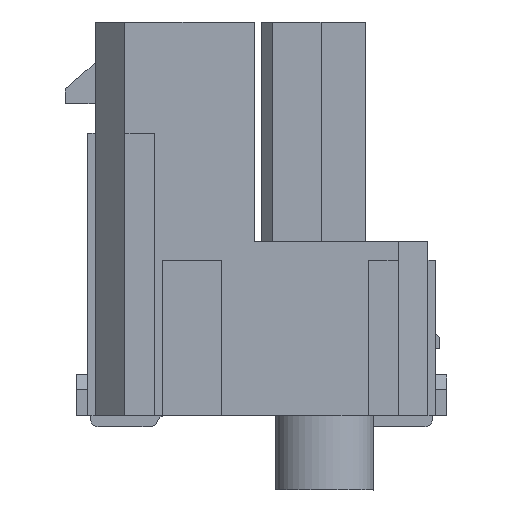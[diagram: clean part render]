
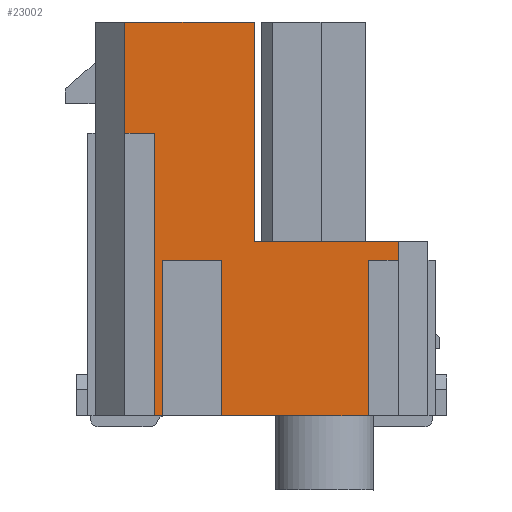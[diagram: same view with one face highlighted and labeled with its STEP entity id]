
A CAD part, left-side view. The second image highlights one B-rep face of the part: STEP entity #23002.
In plain terms, the highlighted planar face has unit normal (-1, 0, 0).
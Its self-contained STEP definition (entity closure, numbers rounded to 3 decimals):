
#17066=CARTESIAN_POINT('',(-9.85,0.05,2.5));
#17067=VERTEX_POINT('',#17066);
#17074=CARTESIAN_POINT('',(-9.85,-1.89,2.5));
#17075=VERTEX_POINT('',#17074);
#17076=CARTESIAN_POINT('',(-9.85,-1.89,2.5));
#17077=DIRECTION('',(0.0,1.0,0.0));
#17078=VECTOR('',#17077,1.94);
#17079=LINE('',#17076,#17078);
#17080=EDGE_CURVE('',#17075,#17067,#17079,.T.);
#18128=CARTESIAN_POINT('',(-9.85,1.79,5.45));
#18129=VERTEX_POINT('',#18128);
#18136=CARTESIAN_POINT('',(-9.85,0.05,5.45));
#18137=VERTEX_POINT('',#18136);
#18138=CARTESIAN_POINT('',(-9.85,1.79,5.45));
#18139=DIRECTION('',(0.0,-1.0,0.0));
#18140=VECTOR('',#18139,1.74);
#18141=LINE('',#18138,#18140);
#18142=EDGE_CURVE('',#18129,#18137,#18141,.T.);
#18911=CARTESIAN_POINT('',(-9.85,0.49,2.24));
#18912=VERTEX_POINT('',#18911);
#18929=CARTESIAN_POINT('',(-9.85,0.49,0.15));
#18930=VERTEX_POINT('',#18929);
#18937=CARTESIAN_POINT('',(-9.85,0.49,0.15));
#18938=DIRECTION('',(0.0,0.0,1.0));
#18939=VECTOR('',#18938,2.09);
#18940=LINE('',#18937,#18939);
#18941=EDGE_CURVE('',#18930,#18912,#18940,.T.);
#19150=CARTESIAN_POINT('',(-9.85,1.29,2.24));
#19151=VERTEX_POINT('',#19150);
#19158=CARTESIAN_POINT('',(-9.85,1.29,0.15));
#19159=VERTEX_POINT('',#19158);
#19160=CARTESIAN_POINT('',(-9.85,1.29,0.15));
#19161=DIRECTION('',(0.0,0.0,1.0));
#19162=VECTOR('',#19161,2.09);
#19163=LINE('',#19160,#19162);
#19164=EDGE_CURVE('',#19159,#19151,#19163,.T.);
#19183=CARTESIAN_POINT('',(-9.85,1.29,2.24));
#19184=DIRECTION('',(0.0,-1.0,0.0));
#19185=VECTOR('',#19184,0.8);
#19186=LINE('',#19183,#19185);
#19187=EDGE_CURVE('',#19151,#18912,#19186,.T.);
#22076=CARTESIAN_POINT('',(-9.85,-1.89,0.15));
#22077=VERTEX_POINT('',#22076);
#22078=CARTESIAN_POINT('',(-9.85,-1.89,0.15));
#22079=DIRECTION('',(0.0,0.0,1.0));
#22080=VECTOR('',#22079,2.35);
#22081=LINE('',#22078,#22080);
#22082=EDGE_CURVE('',#22077,#17075,#22081,.T.);
#22151=CARTESIAN_POINT('',(-9.85,-1.89,0.15));
#22152=DIRECTION('',(0.0,1.0,0.0));
#22153=VECTOR('',#22152,2.38);
#22154=LINE('',#22151,#22153);
#22155=EDGE_CURVE('',#22077,#18930,#22154,.T.);
#22160=CARTESIAN_POINT('',(-9.85,1.79,0.15));
#22161=VERTEX_POINT('',#22160);
#22162=CARTESIAN_POINT('',(-9.85,1.29,0.15));
#22163=DIRECTION('',(0.0,1.0,0.0));
#22164=VECTOR('',#22163,0.5);
#22165=LINE('',#22162,#22164);
#22166=EDGE_CURVE('',#19159,#22161,#22165,.T.);
#22968=CARTESIAN_POINT('',(-9.85,1.79,5.45));
#22969=DIRECTION('',(0.0,0.0,-1.0));
#22970=VECTOR('',#22969,5.3);
#22971=LINE('',#22968,#22970);
#22972=EDGE_CURVE('',#18129,#22161,#22971,.T.);
#22980=CARTESIAN_POINT('',(-9.85,1.79,5.45));
#22981=DIRECTION('',(-1.0,0.0,0.0));
#22982=DIRECTION('',(0.0,0.0,1.0));
#22983=AXIS2_PLACEMENT_3D('',#22980,#22981,#22982);
#22984=PLANE('',#22983);
#22985=ORIENTED_EDGE('',*,*,#22155,.F.);
#22986=ORIENTED_EDGE('',*,*,#22082,.T.);
#22987=ORIENTED_EDGE('',*,*,#17080,.T.);
#22988=CARTESIAN_POINT('',(-9.85,0.05,5.45));
#22989=DIRECTION('',(0.0,0.0,-1.0));
#22990=VECTOR('',#22989,2.95);
#22991=LINE('',#22988,#22990);
#22992=EDGE_CURVE('',#18137,#17067,#22991,.T.);
#22993=ORIENTED_EDGE('',*,*,#22992,.F.);
#22994=ORIENTED_EDGE('',*,*,#18142,.F.);
#22995=ORIENTED_EDGE('',*,*,#22972,.T.);
#22996=ORIENTED_EDGE('',*,*,#22166,.F.);
#22997=ORIENTED_EDGE('',*,*,#19164,.T.);
#22998=ORIENTED_EDGE('',*,*,#19187,.T.);
#22999=ORIENTED_EDGE('',*,*,#18941,.F.);
#23000=EDGE_LOOP('',(#22985,#22986,#22987,#22993,#22994,#22995,#22996,#22997,#22998,#22999));
#23001=FACE_OUTER_BOUND('',#23000,.T.);
#23002=ADVANCED_FACE('',(#23001),#22984,.T.);
